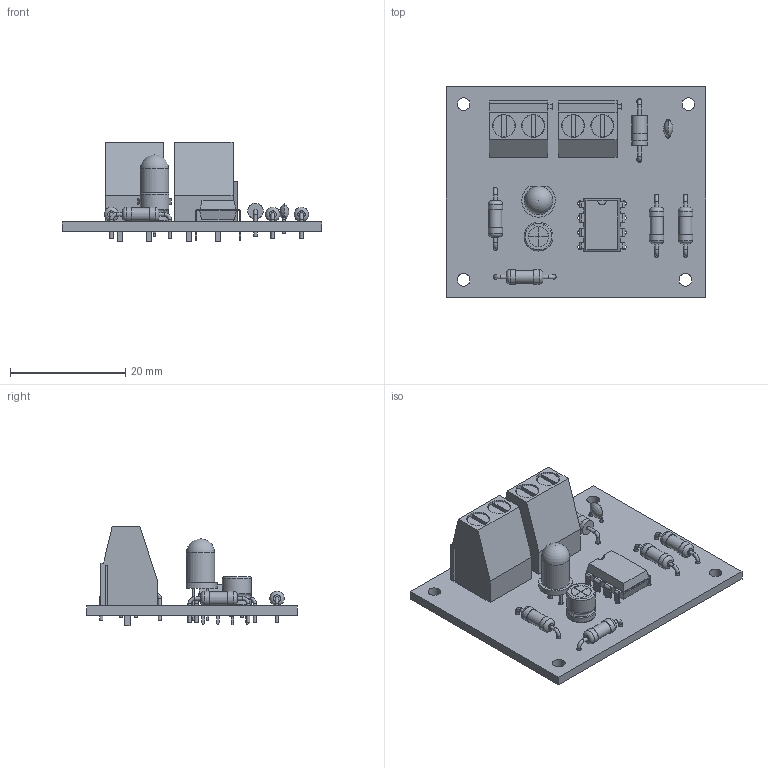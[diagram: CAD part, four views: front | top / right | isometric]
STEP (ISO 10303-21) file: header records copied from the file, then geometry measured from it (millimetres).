
FILE_DESCRIPTION(('KiCad electronic assembly'),'2;1');
FILE_NAME('Indicador acustico llenado.step','2024-09-17T15:08:06',( 'Pcbnew'),('Kicad'),'Open CASCADE STEP processor 7.8', 'KiCad to STEP converter','Unknown');
FILE_SCHEMA(('AUTOMOTIVE_DESIGN { 1 0 10303 214 1 1 1 1 }'));
Length unit declared in the file: millimetre
Products named in the file (16): Indicador acustico llenado 1; LED_D5.0mm; TerminalBlock_Phoenix_MKDS-1,5-2-5.08_1x02_P5.08mm_Horizontal; TerminalBlock_Phoenix_MKDS_15_2_508_1x02_P508mm_Horizontal; R_Axial_DIN0207_L6.3mm_D2.5mm_P10.16mm_Horizontal; R_Axial_DIN0207_L63mm_D25mm_P1016mm_Horizontal; CP_Radial_D5.0mm_P2.00mm; CP_Radial_D50mm_P200mm; C_Disc_D3.0mm_W1.6mm_P2.50mm; C_Disc_D30mm_W16mm_P250mm; DIP-8_W7.62mm; D_A-405_P10.16mm_Horizontal; Indicador acustico llenado_PCB
Assembly tree (19 placements, depth 3):
  Indicador acustico llenado 1
    LED_D5.0mm
      LED_D5.0mm
    TerminalBlock_Phoenix_MKDS-1,5-2-5.08_1x02_P5.08mm_Horizontal  x2
      TerminalBlock_Phoenix_MKDS_15_2_508_1x02_P508mm_Horizontal
    R_Axial_DIN0207_L6.3mm_D2.5mm_P10.16mm_Horizontal  x4
      R_Axial_DIN0207_L63mm_D25mm_P1016mm_Horizontal
    CP_Radial_D5.0mm_P2.00mm
      CP_Radial_D50mm_P200mm
    C_Disc_D3.0mm_W1.6mm_P2.50mm
      C_Disc_D30mm_W16mm_P250mm
    DIP-8_W7.62mm
      DIP-8_W7.62mm
    D_A-405_P10.16mm_Horizontal
      D_A-405_P10.16mm_Horizontal
    Indicador acustico llenado_PCB
Bounding box: 45 x 36.5 x 17.3 mm (x, y, z)
Volume: 5206.2 mm3; surface area: 7400.8 mm2
Topology: 12 solids, 13 shells, 524 faces, 1267 edges, 799 vertices
Faces by surface type: plane 339, cylinder 113, bspline 42, torus 20, revolution 7, sphere 3
Full cylindrical faces by diameter (mm): 0.5 x4, 0.6 x20, 0.8 x20, 0.9 x4, 1.3 x4, 2.2 x4, 2.25 x4, 2.5 x8, 2.7 x2, 2.72 x1, 3.8 x4, 4 x4, 4.9 x1
Entity records: 15309 total; most frequent: CARTESIAN_POINT 3306, ORIENTED_EDGE 1916, DIRECTION 1880, EDGE_CURVE 958, LINE 657, VECTOR 657, VERTEX_POINT 609, AXIS2_PLACEMENT_3D 608
